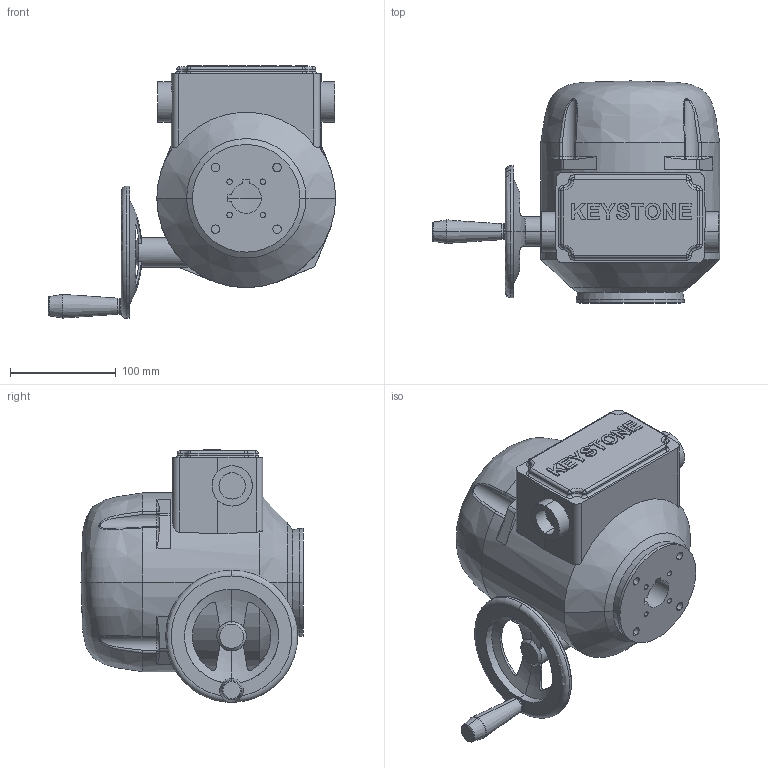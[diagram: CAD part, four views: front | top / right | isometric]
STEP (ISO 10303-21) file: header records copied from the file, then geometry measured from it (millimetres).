
FILE_DESCRIPTION (( 'STEP AP203' ), '1' );
FILE_NAME ('EPI 006.STEP', '2012-08-31T13:23:41', ( 'Tyco' ), ( 'Tyco' ), 'SwSTEP 2.0', 'SolidWorks 2012', '' );
FILE_SCHEMA (( 'CONFIG_CONTROL_DESIGN' ));
Length unit declared in the file: millimetre
Products named in the file (1): EPI 006
Bounding box: 271.78 x 210.06 x 239.01 mm (x, y, z)
Surface area: 203088.6 mm2 (no closed solid volume)
Topology: 0 solids, 3 shells, 313 faces, 847 edges, 538 vertices
Faces by surface type: plane 118, cylinder 90, torus 62, bspline 29, cone 14
Entity records: 13345 total; most frequent: CARTESIAN_POINT 5547, ORIENTED_EDGE 1625, DIRECTION 1587, EDGE_CURVE 845, AXIS2_PLACEMENT_3D 590, VERTEX_POINT 538, LINE 407, VECTOR 407
